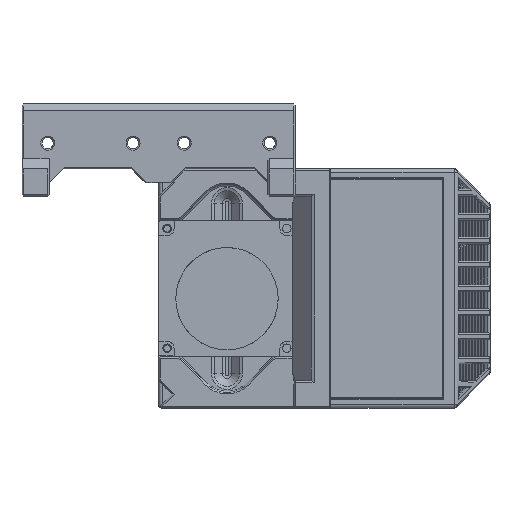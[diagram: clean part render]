
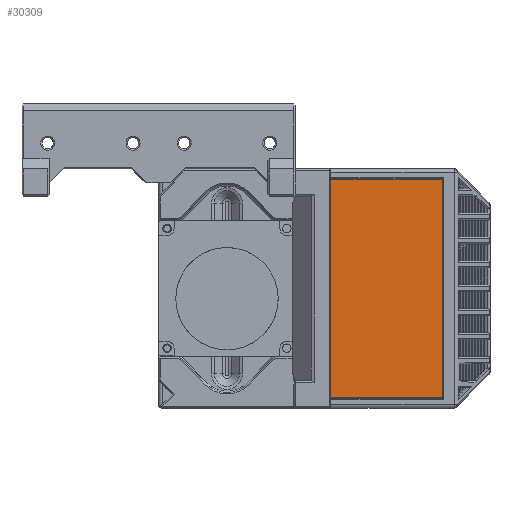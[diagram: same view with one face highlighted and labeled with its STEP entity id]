
A CAD part, top view. The second image highlights one B-rep face of the part: STEP entity #30309.
In plain terms, the highlighted planar face has unit normal (0, 0, 1).
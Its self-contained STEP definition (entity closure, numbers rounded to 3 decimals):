
#1931=PLANE('',#32196);
#3396=FACE_OUTER_BOUND('',#5146,.T.);
#5146=EDGE_LOOP('',(#28664,#28665,#28666,#28667));
#8727=LINE('',#50447,#12371);
#8741=LINE('',#50614,#12385);
#8764=LINE('',#51031,#12408);
#8790=LINE('',#51213,#12434);
#12371=VECTOR('',#39346,10.);
#12385=VECTOR('',#39366,10.);
#12408=VECTOR('',#39443,10.);
#12434=VECTOR('',#39557,10.);
#15538=VERTEX_POINT('',#50442);
#15539=VERTEX_POINT('',#50446);
#15553=VERTEX_POINT('',#50612);
#15590=VERTEX_POINT('',#51030);
#19837=EDGE_CURVE('',#15538,#15539,#8727,.T.);
#19860=EDGE_CURVE('',#15538,#15553,#8741,.T.);
#19915=EDGE_CURVE('',#15539,#15590,#8764,.T.);
#19965=EDGE_CURVE('',#15553,#15590,#8790,.T.);
#28664=ORIENTED_EDGE('',*,*,#19837,.F.);
#28665=ORIENTED_EDGE('',*,*,#19860,.T.);
#28666=ORIENTED_EDGE('',*,*,#19965,.T.);
#28667=ORIENTED_EDGE('',*,*,#19915,.F.);
#30309=ADVANCED_FACE('',(#3396),#1931,.T.);
#32196=AXIS2_PLACEMENT_3D('',#51215,#39560,#39561);
#39346=DIRECTION('',(0.,1.,0.));
#39366=DIRECTION('',(1.,0.,0.));
#39443=DIRECTION('',(1.,0.,0.));
#39557=DIRECTION('',(0.,1.,0.));
#39560=DIRECTION('center_axis',(0.,0.,1.));
#39561=DIRECTION('ref_axis',(0.,-1.,0.));
#50442=CARTESIAN_POINT('',(50.4,3.071,22.));
#50446=CARTESIAN_POINT('',(50.4,66.929,22.));
#50447=CARTESIAN_POINT('',(50.4,50.965,22.));
#50612=CARTESIAN_POINT('',(83.15,3.071,22.));
#50614=CARTESIAN_POINT('',(50.,3.071,22.));
#51030=CARTESIAN_POINT('',(83.15,66.929,22.));
#51031=CARTESIAN_POINT('',(50.,66.929,22.));
#51213=CARTESIAN_POINT('',(83.15,67.69,22.));
#51215=CARTESIAN_POINT('Origin',(50.,66.929,22.));
